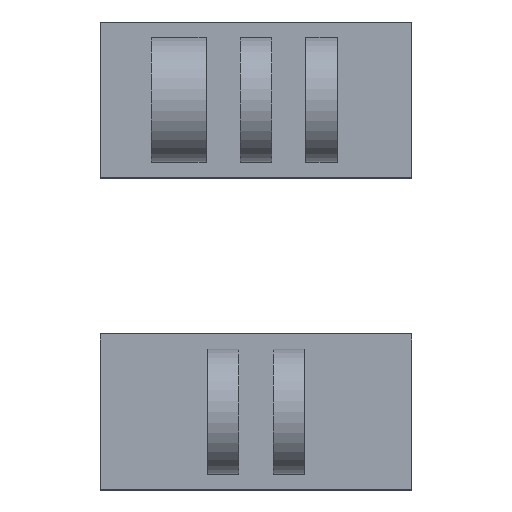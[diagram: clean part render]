
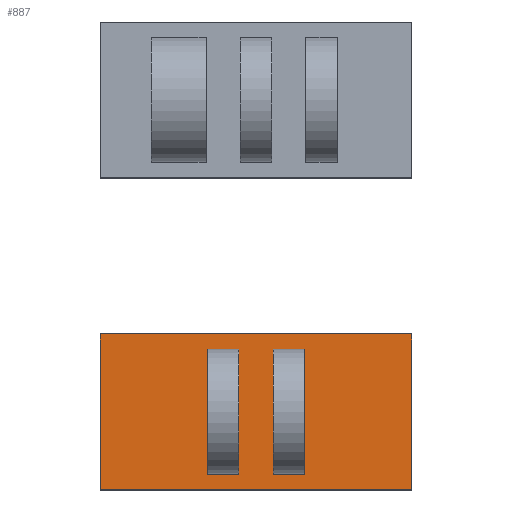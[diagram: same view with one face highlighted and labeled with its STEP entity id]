
A CAD part, top view. The second image highlights one B-rep face of the part: STEP entity #887.
In plain terms, the highlighted planar face has unit normal (0, 0, 1).
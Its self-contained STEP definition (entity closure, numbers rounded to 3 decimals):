
#31=FACE_BOUND('',#184,.T.);
#32=FACE_BOUND('',#185,.T.);
#71=PLANE('',#971);
#120=FACE_OUTER_BOUND('',#183,.T.);
#183=EDGE_LOOP('',(#817,#818,#819,#820));
#184=EDGE_LOOP('',(#821,#822,#823,#824));
#185=EDGE_LOOP('',(#825,#826,#827,#828));
#256=LINE('',#1400,#353);
#259=LINE('',#1405,#356);
#261=LINE('',#1410,#358);
#264=LINE('',#1415,#361);
#265=LINE('',#1418,#362);
#267=LINE('',#1421,#364);
#268=LINE('',#1424,#365);
#270=LINE('',#1427,#367);
#273=LINE('',#1435,#370);
#276=LINE('',#1441,#373);
#279=LINE('',#1447,#376);
#282=LINE('',#1451,#379);
#353=VECTOR('',#1156,10.);
#356=VECTOR('',#1161,10.);
#358=VECTOR('',#1165,10.);
#361=VECTOR('',#1170,10.);
#362=VECTOR('',#1173,10.);
#364=VECTOR('',#1177,10.);
#365=VECTOR('',#1180,10.);
#367=VECTOR('',#1184,10.);
#370=VECTOR('',#1189,10.);
#373=VECTOR('',#1194,10.);
#376=VECTOR('',#1199,10.);
#379=VECTOR('',#1204,10.);
#462=VERTEX_POINT('',#1397);
#463=VERTEX_POINT('',#1399);
#464=VERTEX_POINT('',#1403);
#465=VERTEX_POINT('',#1407);
#466=VERTEX_POINT('',#1409);
#467=VERTEX_POINT('',#1413);
#468=VERTEX_POINT('',#1417);
#469=VERTEX_POINT('',#1423);
#472=VERTEX_POINT('',#1432);
#473=VERTEX_POINT('',#1434);
#475=VERTEX_POINT('',#1440);
#477=VERTEX_POINT('',#1446);
#568=EDGE_CURVE('',#463,#462,#256,.T.);
#571=EDGE_CURVE('',#462,#464,#259,.T.);
#573=EDGE_CURVE('',#466,#465,#261,.T.);
#576=EDGE_CURVE('',#465,#467,#264,.T.);
#577=EDGE_CURVE('',#468,#463,#265,.T.);
#579=EDGE_CURVE('',#464,#468,#267,.T.);
#580=EDGE_CURVE('',#469,#466,#268,.T.);
#582=EDGE_CURVE('',#467,#469,#270,.T.);
#585=EDGE_CURVE('',#473,#472,#273,.T.);
#588=EDGE_CURVE('',#475,#473,#276,.T.);
#591=EDGE_CURVE('',#477,#475,#279,.T.);
#594=EDGE_CURVE('',#472,#477,#282,.T.);
#817=ORIENTED_EDGE('',*,*,#594,.T.);
#818=ORIENTED_EDGE('',*,*,#591,.T.);
#819=ORIENTED_EDGE('',*,*,#588,.T.);
#820=ORIENTED_EDGE('',*,*,#585,.T.);
#821=ORIENTED_EDGE('',*,*,#577,.T.);
#822=ORIENTED_EDGE('',*,*,#568,.T.);
#823=ORIENTED_EDGE('',*,*,#571,.T.);
#824=ORIENTED_EDGE('',*,*,#579,.T.);
#825=ORIENTED_EDGE('',*,*,#580,.T.);
#826=ORIENTED_EDGE('',*,*,#573,.T.);
#827=ORIENTED_EDGE('',*,*,#576,.T.);
#828=ORIENTED_EDGE('',*,*,#582,.T.);
#887=ADVANCED_FACE('',(#120,#31,#32),#71,.T.);
#971=AXIS2_PLACEMENT_3D('',#1453,#1207,#1208);
#1156=DIRECTION('',(1.,0.,0.));
#1161=DIRECTION('',(0.,-1.,0.));
#1165=DIRECTION('',(1.,0.,0.));
#1170=DIRECTION('',(0.,-1.,0.));
#1173=DIRECTION('',(0.,1.,0.));
#1177=DIRECTION('',(-1.,0.,0.));
#1180=DIRECTION('',(0.,1.,0.));
#1184=DIRECTION('',(-1.,0.,0.));
#1189=DIRECTION('',(-1.,0.,0.));
#1194=DIRECTION('',(0.,1.,0.));
#1199=DIRECTION('',(1.,0.,0.));
#1204=DIRECTION('',(0.,-1.,0.));
#1207=DIRECTION('center_axis',(0.,0.,1.));
#1208=DIRECTION('ref_axis',(1.,0.,0.));
#1397=CARTESIAN_POINT('',(13.1,-11.,2.));
#1399=CARTESIAN_POINT('',(11.1,-11.,2.));
#1400=CARTESIAN_POINT('',(11.55,-11.,2.));
#1403=CARTESIAN_POINT('',(13.1,-19.,2.));
#1405=CARTESIAN_POINT('',(13.1,-17.,2.));
#1407=CARTESIAN_POINT('',(8.9,-11.,2.));
#1409=CARTESIAN_POINT('',(6.9,-11.,2.));
#1410=CARTESIAN_POINT('',(9.45,-11.,2.));
#1413=CARTESIAN_POINT('',(8.9,-19.,2.));
#1415=CARTESIAN_POINT('',(8.9,-17.,2.));
#1417=CARTESIAN_POINT('',(11.1,-19.,2.));
#1418=CARTESIAN_POINT('',(11.1,-13.,2.));
#1421=CARTESIAN_POINT('',(10.55,-19.,2.));
#1423=CARTESIAN_POINT('',(6.9,-19.,2.));
#1424=CARTESIAN_POINT('',(6.9,-13.,2.));
#1427=CARTESIAN_POINT('',(8.45,-19.,2.));
#1432=CARTESIAN_POINT('',(0.,-10.,2.));
#1434=CARTESIAN_POINT('',(20.,-10.,2.));
#1435=CARTESIAN_POINT('',(0.,-10.,2.));
#1440=CARTESIAN_POINT('',(20.,-20.,2.));
#1441=CARTESIAN_POINT('',(20.,-10.,2.));
#1446=CARTESIAN_POINT('',(0.,-20.,2.));
#1447=CARTESIAN_POINT('',(20.,-20.,2.));
#1451=CARTESIAN_POINT('',(0.,-20.,2.));
#1453=CARTESIAN_POINT('Origin',(10.,-15.,2.));
